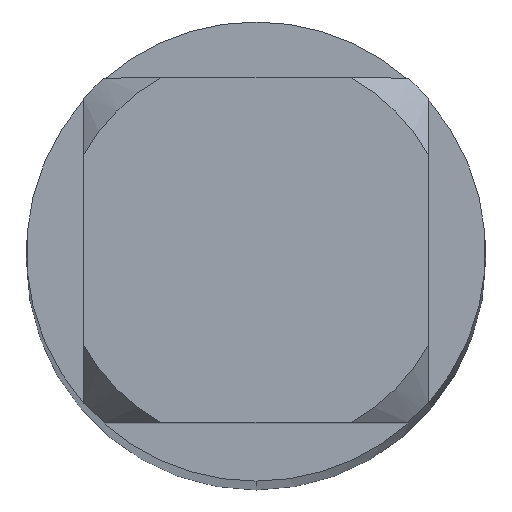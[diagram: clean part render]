
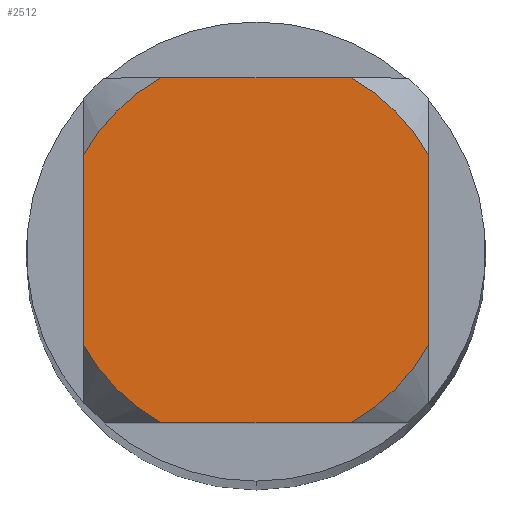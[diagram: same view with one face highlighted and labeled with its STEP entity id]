
A CAD part, top view. The second image highlights one B-rep face of the part: STEP entity #2512.
In plain terms, the highlighted planar face has unit normal (0, 0, 1).
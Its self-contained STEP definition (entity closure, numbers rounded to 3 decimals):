
#1952=VERTEX_POINT('',#5472);
#2050=VERTEX_POINT('',#5578);
#2130=VERTEX_POINT('',#5661);
#2162=VERTEX_POINT('',#5695);
#2240=VERTEX_POINT('',#5781);
#2248=EDGE_CURVE('',#3514,#5076,#5789,.T.);
#2302=EDGE_CURVE('',#2050,#2130,#5852,.T.);
#2320=EDGE_CURVE('',#3514,#2240,#5871,.T.);
#2380=EDGE_CURVE('',#2162,#5076,#5939,.T.);
#2512=ADVANCED_FACE('',(#6083),#6084,.T.);
#3514=VERTEX_POINT('',#7177);
#3964=EDGE_CURVE('',#2162,#2130,#7670,.T.);
#4350=EDGE_CURVE('',#1952,#4818,#8091,.T.);
#4438=EDGE_CURVE('',#1952,#2240,#8190,.T.);
#4818=VERTEX_POINT('',#8597);
#4860=EDGE_CURVE('',#2050,#4818,#8640,.T.);
#5076=VERTEX_POINT('',#8879);
#5472=CARTESIAN_POINT('',(1.05,-0.581,0.0));
#5578=CARTESIAN_POINT('',(0.581,1.05,0.0));
#5661=CARTESIAN_POINT('',(-0.581,1.05,0.0));
#5695=CARTESIAN_POINT('',(-1.05,0.581,0.0));
#5781=CARTESIAN_POINT('',(0.581,-1.05,0.0));
#5789=CIRCLE('',#10015,1.2);
#5852=LINE('',#10106,#10107);
#5871=LINE('',#10131,#10132);
#5939=LINE('',#10235,#10236);
#6083=FACE_OUTER_BOUND('',#10499,.T.);
#6084=PLANE('',#10500);
#7177=CARTESIAN_POINT('',(-0.581,-1.05,0.0));
#7670=CIRCLE('',#13034,1.2);
#8091=LINE('',#13790,#13791);
#8190=CIRCLE('',#13929,1.2);
#8597=CARTESIAN_POINT('',(1.05,0.581,0.0));
#8640=CIRCLE('',#14788,1.2);
#8879=CARTESIAN_POINT('',(-1.05,-0.581,0.0));
#10015=AXIS2_PLACEMENT_3D('',#16004,#16005,#16006);
#10106=CARTESIAN_POINT('',(0.0,1.05,0.0));
#10107=VECTOR('',#16103,1.0);
#10131=CARTESIAN_POINT('',(0.0,-1.05,0.0));
#10132=VECTOR('',#16121,1.0);
#10235=CARTESIAN_POINT('',(-1.05,0.3,0.0));
#10236=VECTOR('',#16204,1.0);
#10499=EDGE_LOOP('',(#16347,#16348,#16349,#16350,#16351,#16352,#16353,#16354));
#10500=AXIS2_PLACEMENT_3D('',#16355,#16356,#16357);
#13034=AXIS2_PLACEMENT_3D('',#18236,#18237,#18238);
#13790=CARTESIAN_POINT('',(1.05,0.3,0.0));
#13791=VECTOR('',#18658,1.0);
#13929=AXIS2_PLACEMENT_3D('',#18785,#18786,#18787);
#14788=AXIS2_PLACEMENT_3D('',#19369,#19370,#19371);
#16004=CARTESIAN_POINT('',(0.0,0.0,0.0));
#16005=DIRECTION('',(0.0,0.0,-1.0));
#16006=DIRECTION('',(0.0,1.0,0.0));
#16103=DIRECTION('',(-1.0,0.0,0.0));
#16121=DIRECTION('',(1.0,0.0,0.0));
#16204=DIRECTION('',(-0.0,-1.0,0.0));
#16347=ORIENTED_EDGE('',*,*,#2380,.T.);
#16348=ORIENTED_EDGE('',*,*,#2248,.F.);
#16349=ORIENTED_EDGE('',*,*,#2320,.T.);
#16350=ORIENTED_EDGE('',*,*,#4438,.F.);
#16351=ORIENTED_EDGE('',*,*,#4350,.T.);
#16352=ORIENTED_EDGE('',*,*,#4860,.F.);
#16353=ORIENTED_EDGE('',*,*,#2302,.T.);
#16354=ORIENTED_EDGE('',*,*,#3964,.F.);
#16355=CARTESIAN_POINT('',(0.0,0.6,0.0));
#16356=DIRECTION('',(-0.0,0.0,1.0));
#16357=DIRECTION('',(0.0,-1.0,0.0));
#18236=CARTESIAN_POINT('',(0.0,0.0,0.0));
#18237=DIRECTION('',(0.0,0.0,-1.0));
#18238=DIRECTION('',(0.0,1.0,0.0));
#18658=DIRECTION('',(-0.0,1.0,0.0));
#18785=CARTESIAN_POINT('',(0.0,0.0,0.0));
#18786=DIRECTION('',(0.0,0.0,-1.0));
#18787=DIRECTION('',(0.0,1.0,0.0));
#19369=CARTESIAN_POINT('',(0.0,0.0,0.0));
#19370=DIRECTION('',(0.0,0.0,-1.0));
#19371=DIRECTION('',(0.0,1.0,0.0));
